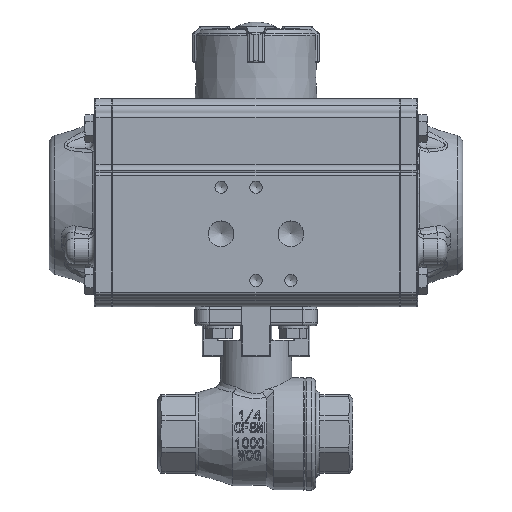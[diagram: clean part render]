
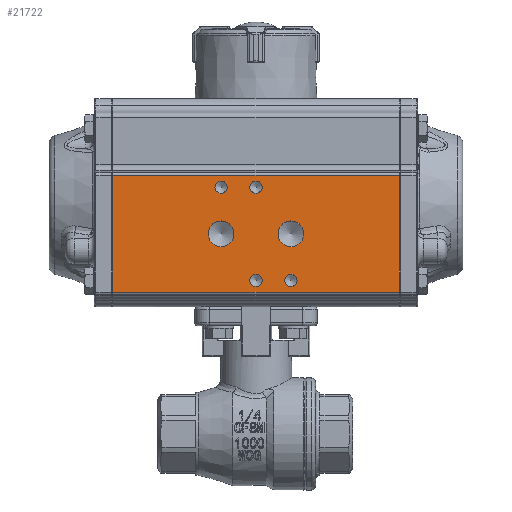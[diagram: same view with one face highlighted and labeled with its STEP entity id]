
A CAD part, top view. The second image highlights one B-rep face of the part: STEP entity #21722.
In plain terms, the highlighted face is planar.
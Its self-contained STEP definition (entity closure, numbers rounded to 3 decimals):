
#636=PLANE('',#23673);
#1640=LINE('',#63953,#3040);
#1641=LINE('',#63957,#3041);
#1642=LINE('',#63959,#3042);
#1643=LINE('',#63961,#3043);
#3040=VECTOR('',#27719,1000.);
#3041=VECTOR('',#27724,1000.);
#3042=VECTOR('',#27725,1000.);
#3043=VECTOR('',#27726,1000.);
#4555=CIRCLE('',#23423,4.4);
#4557=CIRCLE('',#23427,4.4);
#4559=CIRCLE('',#23431,2.1);
#4561=CIRCLE('',#23435,2.1);
#4563=CIRCLE('',#23439,2.1);
#4565=CIRCLE('',#23443,2.1);
#8643=ORIENTED_EDGE('',*,*,#13506,.F.);
#8644=ORIENTED_EDGE('',*,*,#13508,.T.);
#8645=ORIENTED_EDGE('',*,*,#13509,.T.);
#8646=ORIENTED_EDGE('',*,*,#13510,.T.);
#8647=ORIENTED_EDGE('',*,*,#13214,.F.);
#8648=ORIENTED_EDGE('',*,*,#13212,.F.);
#8649=ORIENTED_EDGE('',*,*,#13210,.F.);
#8650=ORIENTED_EDGE('',*,*,#13208,.F.);
#8651=ORIENTED_EDGE('',*,*,#13206,.F.);
#8652=ORIENTED_EDGE('',*,*,#13204,.F.);
#13204=EDGE_CURVE('',#16011,#16011,#4555,.T.);
#13206=EDGE_CURVE('',#16014,#16014,#4557,.T.);
#13208=EDGE_CURVE('',#16017,#16017,#4559,.T.);
#13210=EDGE_CURVE('',#16020,#16020,#4561,.T.);
#13212=EDGE_CURVE('',#16023,#16023,#4563,.T.);
#13214=EDGE_CURVE('',#16026,#16026,#4565,.T.);
#13506=EDGE_CURVE('',#16264,#16265,#1640,.T.);
#13508=EDGE_CURVE('',#16264,#16266,#1641,.T.);
#13509=EDGE_CURVE('',#16266,#16267,#1642,.T.);
#13510=EDGE_CURVE('',#16267,#16265,#1643,.T.);
#16011=VERTEX_POINT('',#62862);
#16014=VERTEX_POINT('',#62869);
#16017=VERTEX_POINT('',#62876);
#16020=VERTEX_POINT('',#62883);
#16023=VERTEX_POINT('',#62890);
#16026=VERTEX_POINT('',#62897);
#16264=VERTEX_POINT('',#63952);
#16265=VERTEX_POINT('',#63954);
#16266=VERTEX_POINT('',#63958);
#16267=VERTEX_POINT('',#63960);
#18575=EDGE_LOOP('',(#8643,#8644,#8645,#8646));
#18576=EDGE_LOOP('',(#8647));
#18577=EDGE_LOOP('',(#8648));
#18578=EDGE_LOOP('',(#8649));
#18579=EDGE_LOOP('',(#8650));
#18580=EDGE_LOOP('',(#8651));
#18581=EDGE_LOOP('',(#8652));
#20153=FACE_BOUND('',#18575,.T.);
#20154=FACE_BOUND('',#18576,.T.);
#20155=FACE_BOUND('',#18577,.T.);
#20156=FACE_BOUND('',#18578,.T.);
#20157=FACE_BOUND('',#18579,.T.);
#20158=FACE_BOUND('',#18580,.T.);
#20159=FACE_BOUND('',#18581,.T.);
#21722=ADVANCED_FACE('',(#20153,#20154,#20155,#20156,#20157,#20158,#20159),
#636,.F.);
#23423=AXIS2_PLACEMENT_3D('',#62861,#27122,#27123);
#23427=AXIS2_PLACEMENT_3D('',#62868,#27130,#27131);
#23431=AXIS2_PLACEMENT_3D('',#62875,#27138,#27139);
#23435=AXIS2_PLACEMENT_3D('',#62882,#27146,#27147);
#23439=AXIS2_PLACEMENT_3D('',#62889,#27154,#27155);
#23443=AXIS2_PLACEMENT_3D('',#62896,#27162,#27163);
#23673=AXIS2_PLACEMENT_3D('',#63956,#27722,#27723);
#27122=DIRECTION('',(-1.,0.,0.));
#27123=DIRECTION('',(0.,0.,1.));
#27130=DIRECTION('',(-1.,0.,0.));
#27131=DIRECTION('',(0.,0.,1.));
#27138=DIRECTION('',(-1.,0.,0.));
#27139=DIRECTION('',(0.,0.,1.));
#27146=DIRECTION('',(-1.,0.,0.));
#27147=DIRECTION('',(0.,0.,1.));
#27154=DIRECTION('',(-1.,0.,0.));
#27155=DIRECTION('',(0.,0.,1.));
#27162=DIRECTION('',(-1.,0.,0.));
#27163=DIRECTION('',(0.,0.,1.));
#27719=DIRECTION('',(0.,0.,-1.));
#27722=DIRECTION('',(1.,0.,0.));
#27723=DIRECTION('',(0.,1.,0.));
#27724=DIRECTION('',(0.,1.,0.));
#27725=DIRECTION('',(0.,0.,-1.));
#27726=DIRECTION('',(0.,-1.,0.));
#62861=CARTESIAN_POINT('',(-42.,-10.,12.));
#62862=CARTESIAN_POINT('',(-42.,-10.,16.4));
#62868=CARTESIAN_POINT('',(-42.,-10.,-12.));
#62869=CARTESIAN_POINT('',(-42.,-10.,-7.6));
#62875=CARTESIAN_POINT('',(-42.,6.,0.));
#62876=CARTESIAN_POINT('',(-42.,6.,2.1));
#62882=CARTESIAN_POINT('',(-42.,-26.,0.));
#62883=CARTESIAN_POINT('',(-42.,-26.,2.1));
#62889=CARTESIAN_POINT('',(-42.,6.,-12.));
#62890=CARTESIAN_POINT('',(-42.,6.,-9.9));
#62896=CARTESIAN_POINT('',(-42.,-26.,12.));
#62897=CARTESIAN_POINT('',(-42.,-26.,14.1));
#63952=CARTESIAN_POINT('',(-42.,-30.05,49.2));
#63953=CARTESIAN_POINT('',(-42.,-30.05,49.5));
#63954=CARTESIAN_POINT('',(-42.,-30.05,-49.2));
#63956=CARTESIAN_POINT('',(-42.,10.062,49.5));
#63957=CARTESIAN_POINT('',(-42.,10.062,49.2));
#63958=CARTESIAN_POINT('',(-42.,10.062,49.2));
#63959=CARTESIAN_POINT('',(-42.,10.062,49.5));
#63960=CARTESIAN_POINT('',(-42.,10.062,-49.2));
#63961=CARTESIAN_POINT('',(-42.,10.062,-49.2));
